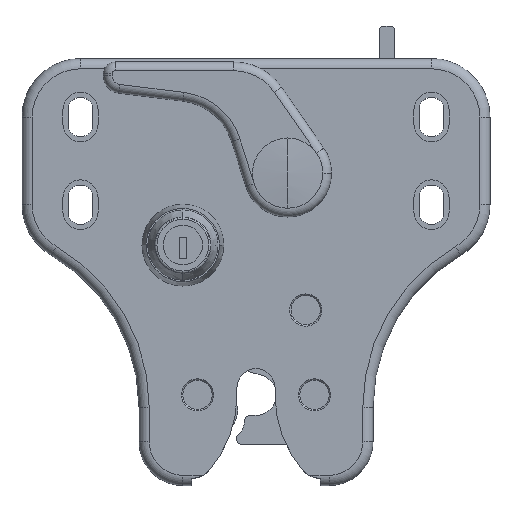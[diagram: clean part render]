
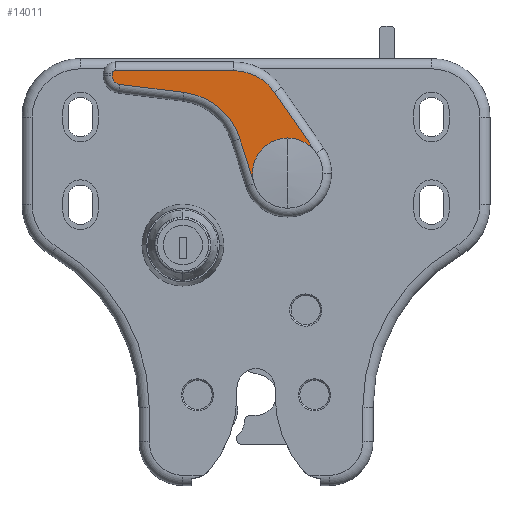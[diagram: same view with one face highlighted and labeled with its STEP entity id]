
A CAD part, top view. The second image highlights one B-rep face of the part: STEP entity #14011.
In plain terms, the highlighted planar face has unit normal (0, 0, 1).
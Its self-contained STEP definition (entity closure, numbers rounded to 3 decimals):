
#248 = LINE ( 'NONE', #9438, #13674 ) ;
#295 = VERTEX_POINT ( 'NONE', #493 ) ;
#320 = EDGE_CURVE ( 'NONE', #8076, #11874, #9960, .T. ) ;
#493 = CARTESIAN_POINT ( 'NONE',  ( 9.876, 6.816, 11. ) ) ;
#514 = VERTEX_POINT ( 'NONE', #13516 ) ;
#706 = DIRECTION ( 'NONE',  ( 0.301, -0.954, 0. ) ) ;
#1894 = CARTESIAN_POINT ( 'NONE',  ( -38.206, 4.745, 11. ) ) ;
#1945 = DIRECTION ( 'NONE',  ( 0., 0., 1. ) ) ;
#2199 = CARTESIAN_POINT ( 'NONE',  ( -57.372, 30.32, 11. ) ) ;
#2250 = DIRECTION ( 'NONE',  ( 0., -1., 0. ) ) ;
#2306 = DIRECTION ( 'NONE',  ( 0., -1., 0. ) ) ;
#2332 = DIRECTION ( 'NONE',  ( -1., 0., 0. ) ) ;
#2430 = AXIS2_PLACEMENT_3D ( 'NONE', #6973, #17953, #9529 ) ;
#2453 = CARTESIAN_POINT ( 'NONE',  ( -59., 35., 11. ) ) ;
#2738 = CARTESIAN_POINT ( 'NONE',  ( -60., 34., 11. ) ) ;
#2778 = DIRECTION ( 'NONE',  ( 1., 0., 0. ) ) ;
#2856 = EDGE_CURVE ( 'NONE', #295, #14581, #9850, .T. ) ;
#3734 = ORIENTED_EDGE ( 'NONE', *, *, #12304, .T. ) ;
#3837 = CARTESIAN_POINT ( 'NONE',  ( -35.353, 27.567, 11. ) ) ;
#3914 = ORIENTED_EDGE ( 'NONE', *, *, #7130, .F. ) ;
#4054 = DIRECTION ( 'NONE',  ( -0.568, 0.823, 0. ) ) ;
#4091 = AXIS2_PLACEMENT_3D ( 'NONE', #9976, #4380, #14474 ) ;
#4380 = DIRECTION ( 'NONE',  ( 0., 0., 1. ) ) ;
#4472 = EDGE_CURVE ( 'NONE', #10501, #514, #15271, .T. ) ;
#4634 = ORIENTED_EDGE ( 'NONE', *, *, #7924, .T. ) ;
#4683 = VECTOR ( 'NONE', #13597, 1000. ) ;
#4763 = ORIENTED_EDGE ( 'NONE', *, *, #10603, .T. ) ;
#5003 = AXIS2_PLACEMENT_3D ( 'NONE', #6147, #1945, #8965 ) ;
#5425 = DIRECTION ( 'NONE',  ( 1., 0., 0. ) ) ;
#5562 = CARTESIAN_POINT ( 'NONE',  ( -59., 34., 11. ) ) ;
#5579 = CIRCLE ( 'NONE', #10188, 1. ) ;
#5583 = PLANE ( 'NONE',  #2430 ) ;
#6036 = VERTEX_POINT ( 'NONE', #2738 ) ;
#6147 = CARTESIAN_POINT ( 'NONE',  ( -57., 33.297, 11. ) ) ;
#6186 = CIRCLE ( 'NONE', #12472, 12. ) ;
#6347 = VERTEX_POINT ( 'NONE', #16854 ) ;
#6472 = CARTESIAN_POINT ( 'NONE',  ( 0., 12., 11. ) ) ;
#6546 = ORIENTED_EDGE ( 'NONE', *, *, #15444, .T. ) ;
#6891 = CARTESIAN_POINT ( 'NONE',  ( -18.498, 18., 11. ) ) ;
#6973 = CARTESIAN_POINT ( 'NONE',  ( -59., 34., 11. ) ) ;
#7073 = AXIS2_PLACEMENT_3D ( 'NONE', #1894, #17416, #15793 ) ;
#7130 = EDGE_CURVE ( 'NONE', #295, #10501, #6186, .T. ) ;
#7576 = ORIENTED_EDGE ( 'NONE', *, *, #16642, .T. ) ;
#7888 = VERTEX_POINT ( 'NONE', #12595 ) ;
#7924 = EDGE_CURVE ( 'NONE', #11874, #7888, #11861, .T. ) ;
#8076 = VERTEX_POINT ( 'NONE', #2199 ) ;
#8298 = VECTOR ( 'NONE', #2306, 1000. ) ;
#8338 = DIRECTION ( 'NONE',  ( 0., 0., 1. ) ) ;
#8474 = VECTOR ( 'NONE', #706, 1000. ) ;
#8965 = DIRECTION ( 'NONE',  ( 1., 0., 0. ) ) ;
#9049 = CARTESIAN_POINT ( 'NONE',  ( -11.442, -3.616, 11. ) ) ;
#9073 = CIRCLE ( 'NONE', #5003, 3. ) ;
#9333 = DIRECTION ( 'NONE',  ( 0., 0., 1. ) ) ;
#9438 = CARTESIAN_POINT ( 'NONE',  ( -59., 35., 11. ) ) ;
#9529 = DIRECTION ( 'NONE',  ( 1., 0., 0. ) ) ;
#9850 = LINE ( 'NONE', #16959, #15091 ) ;
#9854 = CARTESIAN_POINT ( 'NONE',  ( -4.506, 27.656, 11. ) ) ;
#9960 = LINE ( 'NONE', #3837, #4683 ) ;
#9976 = CARTESIAN_POINT ( 'NONE',  ( 0., 0., 11. ) ) ;
#10043 = EDGE_LOOP ( 'NONE', ( #3914, #16881, #3734, #7576, #4763, #6546, #17385, #15792, #4634, #10969, #17932 ) ) ;
#10188 = AXIS2_PLACEMENT_3D ( 'NONE', #5562, #11135, #5425 ) ;
#10305 = CARTESIAN_POINT ( 'NONE',  ( -18.498, 35., 11. ) ) ;
#10501 = VERTEX_POINT ( 'NONE', #6472 ) ;
#10603 = EDGE_CURVE ( 'NONE', #13308, #6036, #5579, .T. ) ;
#10969 = ORIENTED_EDGE ( 'NONE', *, *, #17201, .T. ) ;
#11135 = DIRECTION ( 'NONE',  ( 0., 0., 1. ) ) ;
#11573 = EDGE_CURVE ( 'NONE', #6347, #8076, #9073, .T. ) ;
#11861 = CIRCLE ( 'NONE', #7073, 23. ) ;
#11874 = VERTEX_POINT ( 'NONE', #11885 ) ;
#11885 = CARTESIAN_POINT ( 'NONE',  ( -35.353, 27.567, 11. ) ) ;
#12015 = LINE ( 'NONE', #13629, #8298 ) ;
#12304 = EDGE_CURVE ( 'NONE', #14581, #16397, #16510, .T. ) ;
#12472 = AXIS2_PLACEMENT_3D ( 'NONE', #17717, #9333, #2250 ) ;
#12595 = CARTESIAN_POINT ( 'NONE',  ( -16.275, 11.676, 11. ) ) ;
#12664 = AXIS2_PLACEMENT_3D ( 'NONE', #6891, #8338, #2778 ) ;
#12705 = FACE_OUTER_BOUND ( 'NONE', #10043, .T. ) ;
#13308 = VERTEX_POINT ( 'NONE', #2453 ) ;
#13516 = CARTESIAN_POINT ( 'NONE',  ( -11.442, -3.616, 11. ) ) ;
#13597 = DIRECTION ( 'NONE',  ( 0.992, -0.124, 0. ) ) ;
#13629 = CARTESIAN_POINT ( 'NONE',  ( -60., 33.297, 11. ) ) ;
#13674 = VECTOR ( 'NONE', #2332, 1000. ) ;
#14011 = ADVANCED_FACE ( 'NONE', ( #12705 ), #5583, .T. ) ;
#14474 = DIRECTION ( 'NONE',  ( 0., -1., 0. ) ) ;
#14581 = VERTEX_POINT ( 'NONE', #9854 ) ;
#15091 = VECTOR ( 'NONE', #4054, 1000. ) ;
#15271 = CIRCLE ( 'NONE', #4091, 12. ) ;
#15444 = EDGE_CURVE ( 'NONE', #6036, #6347, #12015, .T. ) ;
#15792 = ORIENTED_EDGE ( 'NONE', *, *, #320, .T. ) ;
#15793 = DIRECTION ( 'NONE',  ( 1., 0., 0. ) ) ;
#16397 = VERTEX_POINT ( 'NONE', #10305 ) ;
#16510 = CIRCLE ( 'NONE', #12664, 17. ) ;
#16642 = EDGE_CURVE ( 'NONE', #16397, #13308, #248, .T. ) ;
#16825 = LINE ( 'NONE', #9049, #8474 ) ;
#16854 = CARTESIAN_POINT ( 'NONE',  ( -60., 33.297, 11. ) ) ;
#16881 = ORIENTED_EDGE ( 'NONE', *, *, #2856, .T. ) ;
#16959 = CARTESIAN_POINT ( 'NONE',  ( -4.506, 27.656, 11. ) ) ;
#17201 = EDGE_CURVE ( 'NONE', #7888, #514, #16825, .T. ) ;
#17385 = ORIENTED_EDGE ( 'NONE', *, *, #11573, .T. ) ;
#17416 = DIRECTION ( 'NONE',  ( 0., 0., -1. ) ) ;
#17717 = CARTESIAN_POINT ( 'NONE',  ( 0., 0., 11. ) ) ;
#17932 = ORIENTED_EDGE ( 'NONE', *, *, #4472, .F. ) ;
#17953 = DIRECTION ( 'NONE',  ( 0., 0., 1. ) ) ;
